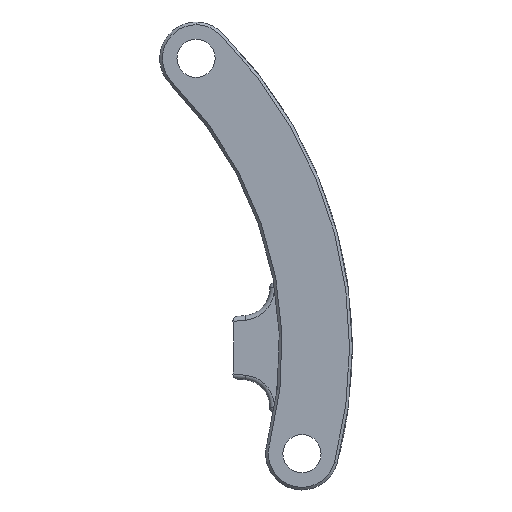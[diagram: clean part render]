
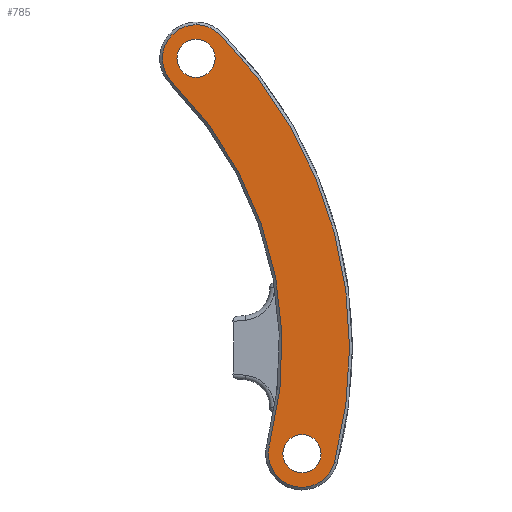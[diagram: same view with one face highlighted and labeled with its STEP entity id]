
A CAD part, front view. The second image highlights one B-rep face of the part: STEP entity #785.
In plain terms, the highlighted planar face has unit normal (0, -1, 0).
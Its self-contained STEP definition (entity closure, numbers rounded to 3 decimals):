
#9 = CIRCLE ( 'NONE', #1760, 3.7 ) ;
#15 = DIRECTION ( 'NONE',  ( 0., 0., 1. ) ) ;
#70 = EDGE_CURVE ( 'NONE', #788, #2035, #337, .T. ) ;
#108 = VERTEX_POINT ( 'NONE', #1153 ) ;
#145 = FACE_BOUND ( 'NONE', #931, .T. ) ;
#162 = CARTESIAN_POINT ( 'NONE',  ( 43.467, 0., -9.547 ) ) ;
#173 = CARTESIAN_POINT ( 'NONE',  ( 34.436, 0., 34.436 ) ) ;
#194 = DIRECTION ( 'NONE',  ( 0., 0., 1. ) ) ;
#242 = CIRCLE ( 'NONE', #1961, 3.7 ) ;
#289 = CARTESIAN_POINT ( 'NONE',  ( 43.467, 0., -11.647 ) ) ;
#305 = CIRCLE ( 'NONE', #2394, 41.3 ) ;
#313 = DIRECTION ( 'NONE',  ( 0., 1., 0. ) ) ;
#337 = CIRCLE ( 'NONE', #2008, 2.1 ) ;
#359 = AXIS2_PLACEMENT_3D ( 'NONE', #289, #313, #2077 ) ;
#380 = DIRECTION ( 'NONE',  ( 0., 1., 0. ) ) ;
#430 = CIRCLE ( 'NONE', #2186, 2.1 ) ;
#431 = ORIENTED_EDGE ( 'NONE', *, *, #966, .T. ) ;
#439 = CARTESIAN_POINT ( 'NONE',  ( 0., 0., 0. ) ) ;
#449 = DIRECTION ( 'NONE',  ( 0., -1., 0. ) ) ;
#518 = CARTESIAN_POINT ( 'NONE',  ( 31.82, 0., 31.82 ) ) ;
#530 = DIRECTION ( 'NONE',  ( 0., -1., 0. ) ) ;
#544 = CARTESIAN_POINT ( 'NONE',  ( 43.467, 0., -11.647 ) ) ;
#548 = DIRECTION ( 'NONE',  ( 0., 1., 0. ) ) ;
#569 = VERTEX_POINT ( 'NONE', #162 ) ;
#586 = CARTESIAN_POINT ( 'NONE',  ( 43.467, 0., -13.747 ) ) ;
#724 = ORIENTED_EDGE ( 'NONE', *, *, #1941, .T. ) ;
#728 = DIRECTION ( 'NONE',  ( 0., 1., 0. ) ) ;
#785 = ADVANCED_FACE ( 'NONE', ( #2503, #2278, #145 ), #922, .F. ) ;
#788 = VERTEX_POINT ( 'NONE', #1131 ) ;
#879 = DIRECTION ( 'NONE',  ( 0., 0., 1. ) ) ;
#915 = EDGE_LOOP ( 'NONE', ( #724, #1860 ) ) ;
#922 = PLANE ( 'NONE',  #1917 ) ;
#931 = EDGE_LOOP ( 'NONE', ( #1036, #1103 ) ) ;
#966 = EDGE_CURVE ( 'NONE', #2482, #1220, #242, .T. ) ;
#998 = EDGE_CURVE ( 'NONE', #1027, #2482, #2032, .T. ) ;
#1027 = VERTEX_POINT ( 'NONE', #2004 ) ;
#1036 = ORIENTED_EDGE ( 'NONE', *, *, #70, .T. ) ;
#1103 = ORIENTED_EDGE ( 'NONE', *, *, #2083, .T. ) ;
#1131 = CARTESIAN_POINT ( 'NONE',  ( 31.82, 0., 29.72 ) ) ;
#1153 = CARTESIAN_POINT ( 'NONE',  ( 29.204, 0., 29.204 ) ) ;
#1156 = CARTESIAN_POINT ( 'NONE',  ( 0., 0., 0. ) ) ;
#1204 = CARTESIAN_POINT ( 'NONE',  ( 43.467, 0., -11.647 ) ) ;
#1218 = DIRECTION ( 'NONE',  ( 0., 0., 1. ) ) ;
#1220 = VERTEX_POINT ( 'NONE', #1571 ) ;
#1234 = DIRECTION ( 'NONE',  ( 0., 0., 1. ) ) ;
#1312 = DIRECTION ( 'NONE',  ( 0., 0., 1. ) ) ;
#1333 = CARTESIAN_POINT ( 'NONE',  ( 0., 0., 0. ) ) ;
#1373 = DIRECTION ( 'NONE',  ( 0., 0., 1. ) ) ;
#1379 = AXIS2_PLACEMENT_3D ( 'NONE', #518, #530, #879 ) ;
#1390 = ORIENTED_EDGE ( 'NONE', *, *, #998, .T. ) ;
#1459 = CIRCLE ( 'NONE', #359, 2.1 ) ;
#1512 = EDGE_CURVE ( 'NONE', #2511, #1027, #9, .T. ) ;
#1522 = DIRECTION ( 'NONE',  ( 0., 0., 1. ) ) ;
#1544 = CARTESIAN_POINT ( 'NONE',  ( 31.82, 0., 31.82 ) ) ;
#1571 = CARTESIAN_POINT ( 'NONE',  ( 31.82, 0., 35.52 ) ) ;
#1602 = EDGE_CURVE ( 'NONE', #1220, #108, #2496, .T. ) ;
#1725 = CARTESIAN_POINT ( 'NONE',  ( 31.82, 0., 31.82 ) ) ;
#1744 = CIRCLE ( 'NONE', #2521, 2.1 ) ;
#1760 = AXIS2_PLACEMENT_3D ( 'NONE', #1204, #449, #1218 ) ;
#1789 = CARTESIAN_POINT ( 'NONE',  ( 31.82, 0., 31.82 ) ) ;
#1860 = ORIENTED_EDGE ( 'NONE', *, *, #2474, .T. ) ;
#1917 = AXIS2_PLACEMENT_3D ( 'NONE', #1333, #728, #1522 ) ;
#1941 = EDGE_CURVE ( 'NONE', #2183, #569, #1459, .T. ) ;
#1946 = DIRECTION ( 'NONE',  ( 0., -1., 0. ) ) ;
#1961 = AXIS2_PLACEMENT_3D ( 'NONE', #1789, #2335, #1373 ) ;
#1965 = ORIENTED_EDGE ( 'NONE', *, *, #1602, .T. ) ;
#2004 = CARTESIAN_POINT ( 'NONE',  ( 47.041, 0., -12.604 ) ) ;
#2008 = AXIS2_PLACEMENT_3D ( 'NONE', #1544, #380, #15 ) ;
#2032 = CIRCLE ( 'NONE', #2494, 48.7 ) ;
#2035 = VERTEX_POINT ( 'NONE', #2272 ) ;
#2077 = DIRECTION ( 'NONE',  ( 0., 0., 1. ) ) ;
#2083 = EDGE_CURVE ( 'NONE', #2035, #788, #430, .T. ) ;
#2086 = CARTESIAN_POINT ( 'NONE',  ( 39.893, 0., -10.689 ) ) ;
#2138 = ORIENTED_EDGE ( 'NONE', *, *, #2251, .T. ) ;
#2183 = VERTEX_POINT ( 'NONE', #586 ) ;
#2186 = AXIS2_PLACEMENT_3D ( 'NONE', #1725, #548, #2313 ) ;
#2251 = EDGE_CURVE ( 'NONE', #108, #2511, #305, .T. ) ;
#2266 = DIRECTION ( 'NONE',  ( 0., 1., 0. ) ) ;
#2272 = CARTESIAN_POINT ( 'NONE',  ( 31.82, 0., 33.92 ) ) ;
#2278 = FACE_BOUND ( 'NONE', #915, .T. ) ;
#2313 = DIRECTION ( 'NONE',  ( 0., 0., 1. ) ) ;
#2335 = DIRECTION ( 'NONE',  ( 0., -1., 0. ) ) ;
#2394 = AXIS2_PLACEMENT_3D ( 'NONE', #439, #2465, #1234 ) ;
#2410 = ORIENTED_EDGE ( 'NONE', *, *, #1512, .T. ) ;
#2465 = DIRECTION ( 'NONE',  ( 0., 1., 0. ) ) ;
#2474 = EDGE_CURVE ( 'NONE', #569, #2183, #1744, .T. ) ;
#2482 = VERTEX_POINT ( 'NONE', #173 ) ;
#2494 = AXIS2_PLACEMENT_3D ( 'NONE', #1156, #1946, #194 ) ;
#2496 = CIRCLE ( 'NONE', #1379, 3.7 ) ;
#2503 = FACE_OUTER_BOUND ( 'NONE', #2535, .T. ) ;
#2511 = VERTEX_POINT ( 'NONE', #2086 ) ;
#2521 = AXIS2_PLACEMENT_3D ( 'NONE', #544, #2266, #1312 ) ;
#2535 = EDGE_LOOP ( 'NONE', ( #2410, #1390, #431, #1965, #2138 ) ) ;
